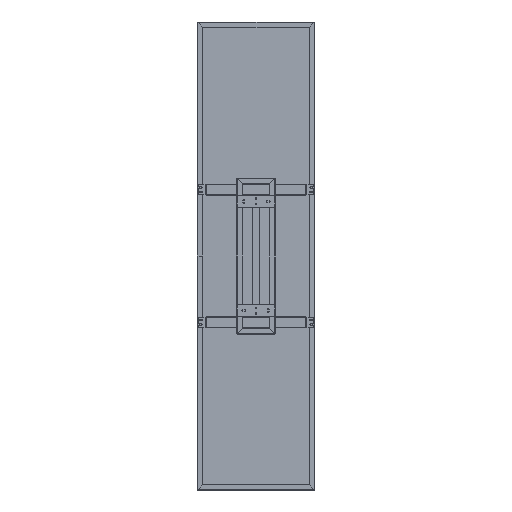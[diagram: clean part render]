
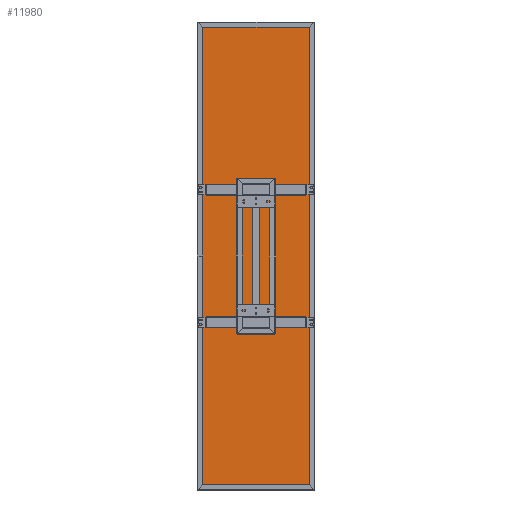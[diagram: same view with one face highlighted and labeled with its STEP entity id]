
A CAD part, front view. The second image highlights one B-rep face of the part: STEP entity #11980.
In plain terms, the highlighted planar face has unit normal (0, -1, 0).
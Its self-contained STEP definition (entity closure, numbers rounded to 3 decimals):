
#12 = CARTESIAN_POINT ( 'NONE',  ( 0., 10.429, 0. ) ) ;
#964 = ORIENTED_EDGE ( 'NONE', *, *, #18139, .T. ) ;
#2427 = VERTEX_POINT ( 'NONE', #6938 ) ;
#2630 = CARTESIAN_POINT ( 'NONE',  ( -147., 10.429, 597. ) ) ;
#2641 = AXIS2_PLACEMENT_3D ( 'NONE', #12, #12313, #19629 ) ;
#2744 = EDGE_CURVE ( 'NONE', #13964, #13000, #3672, .T. ) ;
#3331 = CARTESIAN_POINT ( 'NONE',  ( 147., 10.429, 597. ) ) ;
#3607 = AXIS2_PLACEMENT_3D ( 'NONE', #17591, #11756, #3927 ) ;
#3672 = CIRCLE ( 'NONE', #8144, 8. ) ;
#3927 = DIRECTION ( 'NONE',  ( 0., 0., -1. ) ) ;
#4150 = VERTEX_POINT ( 'NONE', #13630 ) ;
#4780 = DIRECTION ( 'NONE',  ( 1., 0., 0. ) ) ;
#4871 = ORIENTED_EDGE ( 'NONE', *, *, #2744, .T. ) ;
#5358 = LINE ( 'NONE', #18820, #8256 ) ;
#5493 = EDGE_CURVE ( 'NONE', #4150, #2427, #5358, .T. ) ;
#5688 = FACE_BOUND ( 'NONE', #18240, .T. ) ;
#5803 = VECTOR ( 'NONE', #4780, 1000. ) ;
#5826 = EDGE_LOOP ( 'NONE', ( #18213, #16074, #6232, #7540 ) ) ;
#6232 = ORIENTED_EDGE ( 'NONE', *, *, #16054, .F. ) ;
#6463 = LINE ( 'NONE', #12625, #18700 ) ;
#6938 = CARTESIAN_POINT ( 'NONE',  ( -147., 10.429, -597. ) ) ;
#7259 = VERTEX_POINT ( 'NONE', #10516 ) ;
#7524 = CARTESIAN_POINT ( 'NONE',  ( 0., 10.429, -140. ) ) ;
#7540 = ORIENTED_EDGE ( 'NONE', *, *, #5493, .F. ) ;
#8008 = LINE ( 'NONE', #3331, #5803 ) ;
#8137 = VECTOR ( 'NONE', #12120, 1000. ) ;
#8144 = AXIS2_PLACEMENT_3D ( 'NONE', #7524, #12161, #18400 ) ;
#8256 = VECTOR ( 'NONE', #10002, 1000. ) ;
#8717 = PLANE ( 'NONE',  #2641 ) ;
#10002 = DIRECTION ( 'NONE',  ( -1., 0., 0. ) ) ;
#10516 = CARTESIAN_POINT ( 'NONE',  ( -147., 10.429, 597. ) ) ;
#11537 = LINE ( 'NONE', #2630, #8137 ) ;
#11756 = DIRECTION ( 'NONE',  ( 0., 1., 0. ) ) ;
#11980 = ADVANCED_FACE ( 'NONE', ( #5688, #17974 ), #8717, .T. ) ;
#12120 = DIRECTION ( 'NONE',  ( 0., 0., 1. ) ) ;
#12161 = DIRECTION ( 'NONE',  ( 0., 1., 0. ) ) ;
#12233 = CIRCLE ( 'NONE', #3607, 8. ) ;
#12313 = DIRECTION ( 'NONE',  ( 0., -1., 0. ) ) ;
#12625 = CARTESIAN_POINT ( 'NONE',  ( 147., 10.429, -597. ) ) ;
#12755 = CARTESIAN_POINT ( 'NONE',  ( 147., 10.429, 597. ) ) ;
#12762 = EDGE_CURVE ( 'NONE', #17924, #4150, #6463, .T. ) ;
#13000 = VERTEX_POINT ( 'NONE', #18939 ) ;
#13630 = CARTESIAN_POINT ( 'NONE',  ( 147., 10.429, -597. ) ) ;
#13640 = EDGE_CURVE ( 'NONE', #7259, #17924, #8008, .T. ) ;
#13964 = VERTEX_POINT ( 'NONE', #17147 ) ;
#16054 = EDGE_CURVE ( 'NONE', #2427, #7259, #11537, .T. ) ;
#16074 = ORIENTED_EDGE ( 'NONE', *, *, #13640, .F. ) ;
#17147 = CARTESIAN_POINT ( 'NONE',  ( 0., 10.429, -132. ) ) ;
#17591 = CARTESIAN_POINT ( 'NONE',  ( 0., 10.429, -140. ) ) ;
#17924 = VERTEX_POINT ( 'NONE', #12755 ) ;
#17974 = FACE_OUTER_BOUND ( 'NONE', #5826, .T. ) ;
#18139 = EDGE_CURVE ( 'NONE', #13000, #13964, #12233, .T. ) ;
#18213 = ORIENTED_EDGE ( 'NONE', *, *, #12762, .F. ) ;
#18240 = EDGE_LOOP ( 'NONE', ( #964, #4871 ) ) ;
#18400 = DIRECTION ( 'NONE',  ( 0., 0., -1. ) ) ;
#18700 = VECTOR ( 'NONE', #18739, 1000. ) ;
#18739 = DIRECTION ( 'NONE',  ( 0., 0., -1. ) ) ;
#18820 = CARTESIAN_POINT ( 'NONE',  ( -147., 10.429, -597. ) ) ;
#18939 = CARTESIAN_POINT ( 'NONE',  ( 0., 10.429, -148. ) ) ;
#19629 = DIRECTION ( 'NONE',  ( 0., 0., -1. ) ) ;
